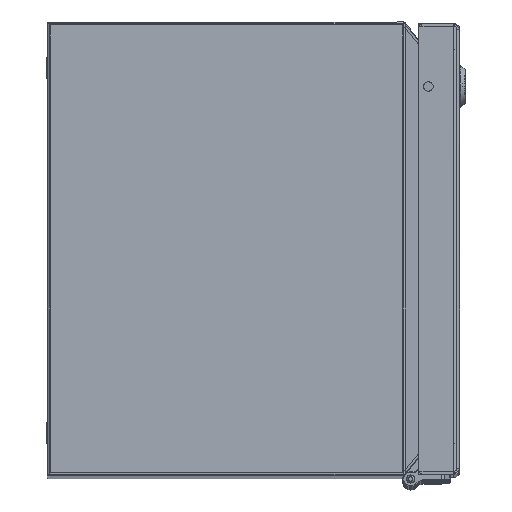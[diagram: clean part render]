
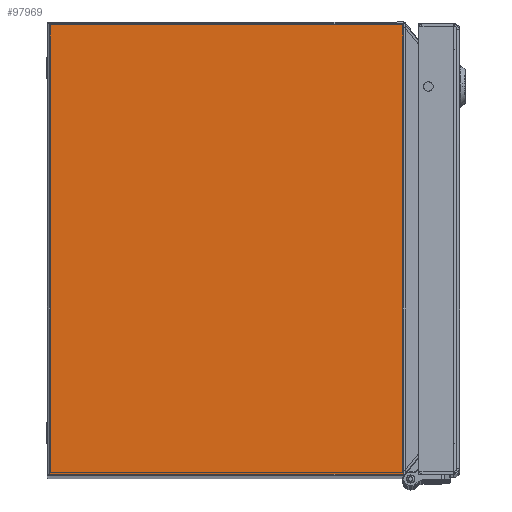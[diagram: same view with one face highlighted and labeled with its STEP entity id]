
A CAD part, top view. The second image highlights one B-rep face of the part: STEP entity #97969.
In plain terms, the highlighted planar face has unit normal (0, 0, 1).
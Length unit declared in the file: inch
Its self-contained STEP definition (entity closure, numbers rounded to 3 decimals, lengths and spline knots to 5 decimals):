
#1160 = PLANE ( 'NONE',  #49413 ) ;
#4430 = ORIENTED_EDGE ( 'NONE', *, *, #76106, .F. ) ;
#5930 = VECTOR ( 'NONE', #19647, 39.37008 ) ;
#8218 = EDGE_CURVE ( 'NONE', #105245, #28622, #96216, .T. ) ;
#8482 = EDGE_LOOP ( 'NONE', ( #93369, #4430, #54047, #28921 ) ) ;
#8868 = DIRECTION ( 'NONE',  ( 0., 1., 0. ) ) ;
#9715 = EDGE_CURVE ( 'NONE', #100840, #105245, #18022, .T. ) ;
#10174 = CARTESIAN_POINT ( 'NONE',  ( -1.1236, -0.12008, 35.85 ) ) ;
#17926 = EDGE_CURVE ( 'NONE', #56871, #100840, #99969, .T. ) ;
#18022 = LINE ( 'NONE', #59884, #5930 ) ;
#19647 = DIRECTION ( 'NONE',  ( 0., 1., 0. ) ) ;
#20816 = CARTESIAN_POINT ( 'NONE',  ( -1.10002, 8.81992, 35.85 ) ) ;
#25419 = CARTESIAN_POINT ( 'NONE',  ( -1.10002, 8.81992, 35.85 ) ) ;
#28622 = VERTEX_POINT ( 'NONE', #50921 ) ;
#28921 = ORIENTED_EDGE ( 'NONE', *, *, #9715, .F. ) ;
#38454 = CARTESIAN_POINT ( 'NONE',  ( -8.13506, -0.12008, 35.85 ) ) ;
#46770 = CARTESIAN_POINT ( 'NONE',  ( -1.10002, -0.12008, 35.85 ) ) ;
#49413 = AXIS2_PLACEMENT_3D ( 'NONE', #25419, #101344, #8868 ) ;
#50921 = CARTESIAN_POINT ( 'NONE',  ( -1.1236, 8.81992, 35.85 ) ) ;
#54047 = ORIENTED_EDGE ( 'NONE', *, *, #8218, .F. ) ;
#54392 = DIRECTION ( 'NONE',  ( 1., 0., 0. ) ) ;
#56871 = VERTEX_POINT ( 'NONE', #10174 ) ;
#57879 = DIRECTION ( 'NONE',  ( 0., -1., 0. ) ) ;
#58427 = LINE ( 'NONE', #108493, #106814 ) ;
#59884 = CARTESIAN_POINT ( 'NONE',  ( -8.13506, 8.81992, 35.85 ) ) ;
#60148 = VECTOR ( 'NONE', #82378, 39.37008 ) ;
#74217 = VECTOR ( 'NONE', #54392, 39.37008 ) ;
#76106 = EDGE_CURVE ( 'NONE', #28622, #56871, #58427, .T. ) ;
#82378 = DIRECTION ( 'NONE',  ( -1., 0., 0. ) ) ;
#84269 = FACE_OUTER_BOUND ( 'NONE', #8482, .T. ) ;
#93369 = ORIENTED_EDGE ( 'NONE', *, *, #17926, .F. ) ;
#96216 = LINE ( 'NONE', #20816, #74217 ) ;
#97969 = ADVANCED_FACE ( 'NONE', ( #84269 ), #1160, .F. ) ;
#99969 = LINE ( 'NONE', #46770, #60148 ) ;
#100285 = CARTESIAN_POINT ( 'NONE',  ( -8.13506, 8.81992, 35.85 ) ) ;
#100840 = VERTEX_POINT ( 'NONE', #38454 ) ;
#101344 = DIRECTION ( 'NONE',  ( 0., 0., -1. ) ) ;
#105245 = VERTEX_POINT ( 'NONE', #100285 ) ;
#106814 = VECTOR ( 'NONE', #57879, 39.37008 ) ;
#108493 = CARTESIAN_POINT ( 'NONE',  ( -1.1236, 8.81992, 35.85 ) ) ;
